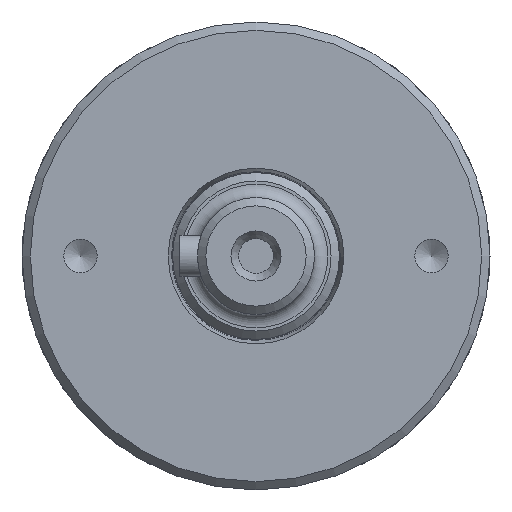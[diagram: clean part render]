
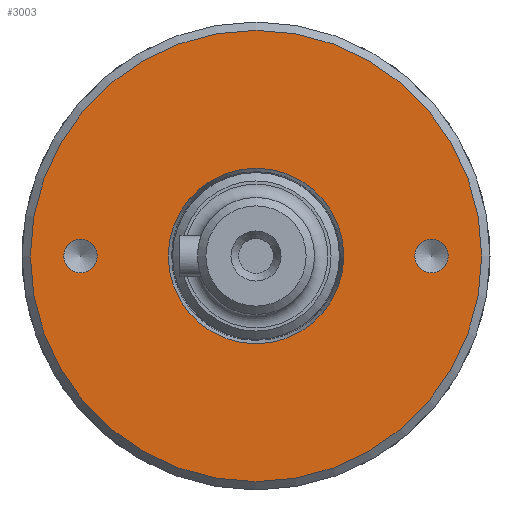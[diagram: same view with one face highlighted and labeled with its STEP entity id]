
A CAD part, left-side view. The second image highlights one B-rep face of the part: STEP entity #3003.
In plain terms, the highlighted planar face has unit normal (-1, 0, 0).
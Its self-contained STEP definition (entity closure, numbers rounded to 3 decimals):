
#232=FACE_BOUND('',#1054,.T.);
#233=FACE_BOUND('',#1055,.T.);
#234=FACE_BOUND('',#1056,.T.);
#877=FACE_OUTER_BOUND('',#1053,.T.);
#1053=EDGE_LOOP('',(#2619,#2620));
#1054=EDGE_LOOP('',(#2621,#2622));
#1055=EDGE_LOOP('',(#2623,#2624));
#1056=EDGE_LOOP('',(#2625,#2626));
#1197=CIRCLE('',#3277,27.);
#1198=CIRCLE('',#3278,27.);
#1199=CIRCLE('',#3280,2.);
#1200=CIRCLE('',#3281,2.);
#1201=CIRCLE('',#3282,2.);
#1202=CIRCLE('',#3283,2.);
#1203=CIRCLE('',#3284,10.5);
#1204=CIRCLE('',#3285,10.5);
#1490=VERTEX_POINT('',#5094);
#1491=VERTEX_POINT('',#5096);
#1492=VERTEX_POINT('',#5100);
#1493=VERTEX_POINT('',#5101);
#1494=VERTEX_POINT('',#5104);
#1495=VERTEX_POINT('',#5105);
#1496=VERTEX_POINT('',#5108);
#1497=VERTEX_POINT('',#5109);
#1877=EDGE_CURVE('',#1490,#1491,#1197,.T.);
#1878=EDGE_CURVE('',#1491,#1490,#1198,.T.);
#1879=EDGE_CURVE('',#1492,#1493,#1199,.T.);
#1880=EDGE_CURVE('',#1493,#1492,#1200,.T.);
#1881=EDGE_CURVE('',#1494,#1495,#1201,.T.);
#1882=EDGE_CURVE('',#1495,#1494,#1202,.T.);
#1883=EDGE_CURVE('',#1496,#1497,#1203,.T.);
#1884=EDGE_CURVE('',#1497,#1496,#1204,.T.);
#2619=ORIENTED_EDGE('',*,*,#1878,.F.);
#2620=ORIENTED_EDGE('',*,*,#1877,.F.);
#2621=ORIENTED_EDGE('',*,*,#1879,.T.);
#2622=ORIENTED_EDGE('',*,*,#1880,.T.);
#2623=ORIENTED_EDGE('',*,*,#1881,.T.);
#2624=ORIENTED_EDGE('',*,*,#1882,.T.);
#2625=ORIENTED_EDGE('',*,*,#1883,.T.);
#2626=ORIENTED_EDGE('',*,*,#1884,.T.);
#2868=PLANE('',#3279);
#3003=ADVANCED_FACE('',(#877,#232,#233,#234),#2868,.T.);
#3277=AXIS2_PLACEMENT_3D('',#5097,#4022,#4023);
#3278=AXIS2_PLACEMENT_3D('',#5098,#4024,#4025);
#3279=AXIS2_PLACEMENT_3D('',#5099,#4026,#4027);
#3280=AXIS2_PLACEMENT_3D('',#5102,#4028,#4029);
#3281=AXIS2_PLACEMENT_3D('',#5103,#4030,#4031);
#3282=AXIS2_PLACEMENT_3D('',#5106,#4032,#4033);
#3283=AXIS2_PLACEMENT_3D('',#5107,#4034,#4035);
#3284=AXIS2_PLACEMENT_3D('',#5110,#4036,#4037);
#3285=AXIS2_PLACEMENT_3D('',#5111,#4038,#4039);
#4022=DIRECTION('center_axis',(1.,0.,0.));
#4023=DIRECTION('ref_axis',(0.,-1.,0.));
#4024=DIRECTION('center_axis',(1.,0.,0.));
#4025=DIRECTION('ref_axis',(0.,-1.,0.));
#4026=DIRECTION('center_axis',(-1.,0.,0.));
#4027=DIRECTION('ref_axis',(0.,0.,
-1.));
#4028=DIRECTION('center_axis',(1.,0.,0.));
#4029=DIRECTION('ref_axis',(0.,0.,
-1.));
#4030=DIRECTION('center_axis',(1.,0.,0.));
#4031=DIRECTION('ref_axis',(0.,0.,
-1.));
#4032=DIRECTION('center_axis',(1.,0.,0.));
#4033=DIRECTION('ref_axis',(0.,0.,
-1.));
#4034=DIRECTION('center_axis',(1.,0.,0.));
#4035=DIRECTION('ref_axis',(0.,0.,
-1.));
#4036=DIRECTION('center_axis',(1.,0.,0.));
#4037=DIRECTION('ref_axis',(0.,-1.,0.));
#4038=DIRECTION('center_axis',(1.,0.,0.));
#4039=DIRECTION('ref_axis',(0.,-1.,0.));
#5094=CARTESIAN_POINT('',(-101.2,27.,0.));
#5096=CARTESIAN_POINT('',(-101.2,-27.,0.));
#5097=CARTESIAN_POINT('Origin',(-101.2,0.,0.));
#5098=CARTESIAN_POINT('Origin',(-101.2,0.,0.));
#5099=CARTESIAN_POINT('Origin',(-101.2,-18.75,0.));
#5100=CARTESIAN_POINT('',(-101.2,-21.,-2.));
#5101=CARTESIAN_POINT('',(-101.2,-21.,2.));
#5102=CARTESIAN_POINT('Origin',(-101.2,-21.,0.));
#5103=CARTESIAN_POINT('Origin',(-101.2,-21.,0.));
#5104=CARTESIAN_POINT('',(-101.2,21.,-2.));
#5105=CARTESIAN_POINT('',(-101.2,21.,2.));
#5106=CARTESIAN_POINT('Origin',(-101.2,21.,0.));
#5107=CARTESIAN_POINT('Origin',(-101.2,21.,0.));
#5108=CARTESIAN_POINT('',(-101.2,-10.5,0.));
#5109=CARTESIAN_POINT('',(-101.2,10.5,0.));
#5110=CARTESIAN_POINT('Origin',(-101.2,0.,0.));
#5111=CARTESIAN_POINT('Origin',(-101.2,0.,0.));
